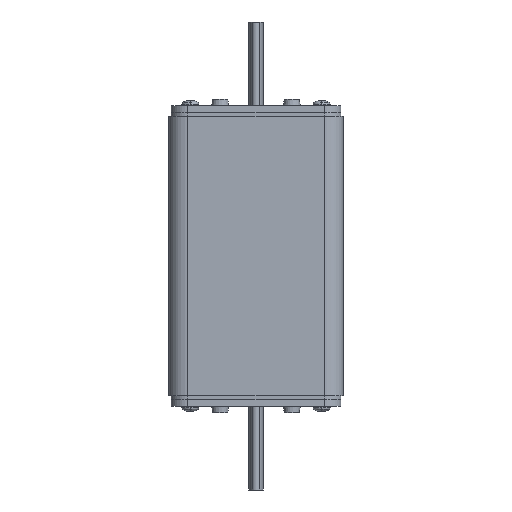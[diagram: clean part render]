
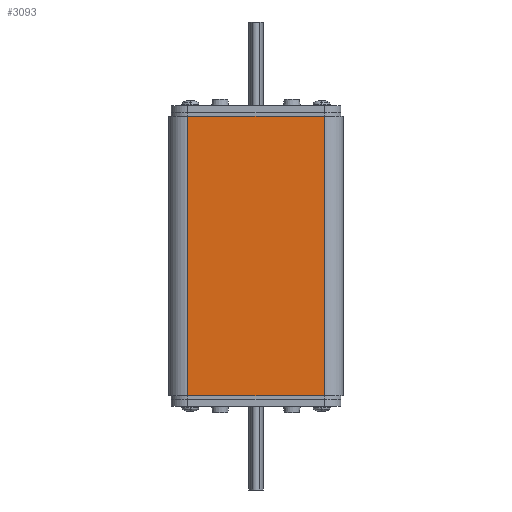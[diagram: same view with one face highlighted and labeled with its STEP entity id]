
A CAD part, front view. The second image highlights one B-rep face of the part: STEP entity #3093.
In plain terms, the highlighted planar face has unit normal (0, -1, 0).
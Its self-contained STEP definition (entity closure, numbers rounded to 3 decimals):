
#232=DIRECTION('',(0.,0.,1.));
#233=VECTOR('',#232,117.);
#234=CARTESIAN_POINT('',(28.5,-36.5,-58.5));
#235=LINE('',#234,#233);
#246=DIRECTION('',(-1.,0.,0.));
#247=VECTOR('',#246,57.);
#248=CARTESIAN_POINT('',(28.5,-36.5,-58.5));
#249=LINE('',#248,#247);
#260=DIRECTION('',(0.,0.,-1.));
#261=VECTOR('',#260,117.);
#262=CARTESIAN_POINT('',(-28.5,-36.5,58.5));
#263=LINE('',#262,#261);
#613=DIRECTION('',(-1.,0.,0.));
#614=VECTOR('',#613,57.);
#615=CARTESIAN_POINT('',(28.5,-36.5,58.5));
#616=LINE('',#615,#614);
#2571=CARTESIAN_POINT('',(-28.5,-36.5,-58.5));
#2572=VERTEX_POINT('',#2571);
#2573=CARTESIAN_POINT('',(28.5,-36.5,-58.5));
#2574=VERTEX_POINT('',#2573);
#2599=CARTESIAN_POINT('',(28.5,-36.5,58.5));
#2600=VERTEX_POINT('',#2599);
#2601=CARTESIAN_POINT('',(-28.5,-36.5,58.5));
#2602=VERTEX_POINT('',#2601);
#3080=CARTESIAN_POINT('',(-36.5,-36.5,-58.5));
#3081=DIRECTION('',(0.,-1.,0.));
#3082=DIRECTION('',(1.,0.,0.));
#3083=AXIS2_PLACEMENT_3D('',#3080,#3081,#3082);
#3084=PLANE('',#3083);
#3086=ORIENTED_EDGE('',*,*,#3085,.F.);
#3088=ORIENTED_EDGE('',*,*,#3087,.F.);
#3089=ORIENTED_EDGE('',*,*,#3072,.F.);
#3090=ORIENTED_EDGE('',*,*,#3004,.T.);
#3091=EDGE_LOOP('',(#3086,#3088,#3089,#3090));
#3092=FACE_OUTER_BOUND('',#3091,.F.);
#3004=EDGE_CURVE('',#2574,#2572,#249,.T.);
#3072=EDGE_CURVE('',#2574,#2600,#235,.T.);
#3085=EDGE_CURVE('',#2602,#2572,#263,.T.);
#3087=EDGE_CURVE('',#2600,#2602,#616,.T.);
#3093=ADVANCED_FACE('',(#3092),#3084,.T.);
